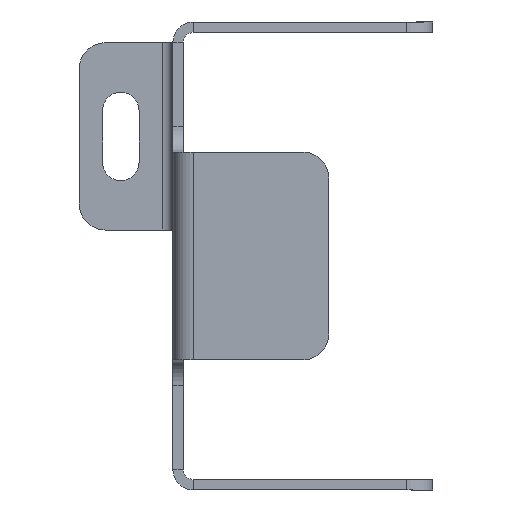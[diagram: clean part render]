
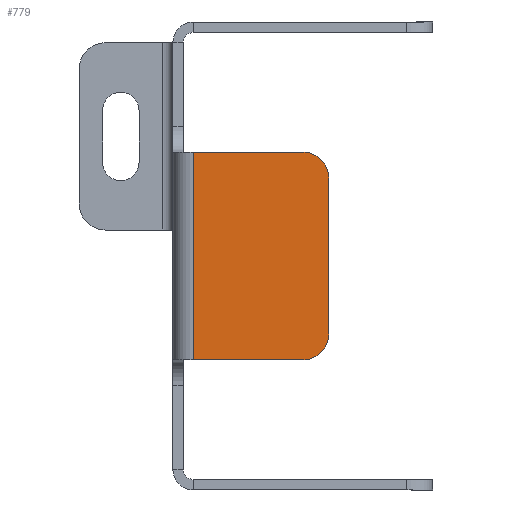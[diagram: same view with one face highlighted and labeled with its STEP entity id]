
A CAD part, left-side view. The second image highlights one B-rep face of the part: STEP entity #779.
In plain terms, the highlighted planar face has unit normal (-1, 0, 0).
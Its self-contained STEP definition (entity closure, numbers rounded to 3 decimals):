
#3 = LINE ( 'NONE', #15, #1233 ) ;
#15 = CARTESIAN_POINT ( 'NONE',  ( -100., 0., -20. ) ) ;
#141 = EDGE_CURVE ( 'NONE', #455, #1619, #1783, .T. ) ;
#160 = CARTESIAN_POINT ( 'NONE',  ( -100., 0., -15. ) ) ;
#236 = ORIENTED_EDGE ( 'NONE', *, *, #141, .T. ) ;
#286 = ORIENTED_EDGE ( 'NONE', *, *, #2014, .F. ) ;
#359 = LINE ( 'NONE', #557, #612 ) ;
#364 = EDGE_CURVE ( 'NONE', #455, #2163, #1379, .T. ) ;
#385 = ORIENTED_EDGE ( 'NONE', *, *, #935, .T. ) ;
#447 = AXIS2_PLACEMENT_3D ( 'NONE', #1848, #497, #1660 ) ;
#454 = CIRCLE ( 'NONE', #1877, 5. ) ;
#455 = VERTEX_POINT ( 'NONE', #1615 ) ;
#497 = DIRECTION ( 'NONE',  ( -1., 0., 0. ) ) ;
#557 = CARTESIAN_POINT ( 'NONE',  ( -100., 26., 45. ) ) ;
#612 = VECTOR ( 'NONE', #951, 1000. ) ;
#621 = ORIENTED_EDGE ( 'NONE', *, *, #1535, .F. ) ;
#624 = PLANE ( 'NONE',  #781 ) ;
#629 = DIRECTION ( 'NONE',  ( -1., 0., 0. ) ) ;
#772 = DIRECTION ( 'NONE',  ( 0., 0., 1. ) ) ;
#779 = ADVANCED_FACE ( 'NONE', ( #2117 ), #624, .T. ) ;
#781 = AXIS2_PLACEMENT_3D ( 'NONE', #1981, #1931, #772 ) ;
#824 = CARTESIAN_POINT ( 'NONE',  ( -100., 5., -15. ) ) ;
#935 = EDGE_CURVE ( 'NONE', #2171, #1539, #359, .T. ) ;
#951 = DIRECTION ( 'NONE',  ( 0., 0., -1. ) ) ;
#991 = LINE ( 'NONE', #1766, #1400 ) ;
#1015 = DIRECTION ( 'NONE',  ( 0., 1., 0. ) ) ;
#1036 = CARTESIAN_POINT ( 'NONE',  ( -100., 5., -20. ) ) ;
#1086 = VERTEX_POINT ( 'NONE', #1036 ) ;
#1165 = CARTESIAN_POINT ( 'NONE',  ( -100., 0., 45. ) ) ;
#1233 = VECTOR ( 'NONE', #1015, 1000. ) ;
#1371 = DIRECTION ( 'NONE',  ( 0., 0., -1. ) ) ;
#1379 = LINE ( 'NONE', #1165, #1873 ) ;
#1400 = VECTOR ( 'NONE', #2341, 1000. ) ;
#1467 = EDGE_CURVE ( 'NONE', #1086, #2163, #454, .T. ) ;
#1489 = CARTESIAN_POINT ( 'NONE',  ( -100., 26., 20. ) ) ;
#1535 = EDGE_CURVE ( 'NONE', #1086, #1539, #3, .T. ) ;
#1539 = VERTEX_POINT ( 'NONE', #1559 ) ;
#1559 = CARTESIAN_POINT ( 'NONE',  ( -100., 26., -20. ) ) ;
#1615 = CARTESIAN_POINT ( 'NONE',  ( -100., 0., 15. ) ) ;
#1619 = VERTEX_POINT ( 'NONE', #2027 ) ;
#1660 = DIRECTION ( 'NONE',  ( 0., 0., 1. ) ) ;
#1766 = CARTESIAN_POINT ( 'NONE',  ( -100., 0., 20. ) ) ;
#1783 = CIRCLE ( 'NONE', #447, 5. ) ;
#1848 = CARTESIAN_POINT ( 'NONE',  ( -100., 5., 15. ) ) ;
#1873 = VECTOR ( 'NONE', #1371, 1000. ) ;
#1877 = AXIS2_PLACEMENT_3D ( 'NONE', #824, #629, #2325 ) ;
#1882 = EDGE_LOOP ( 'NONE', ( #1986, #236, #286, #385, #621, #2132 ) ) ;
#1931 = DIRECTION ( 'NONE',  ( -1., 0., 0. ) ) ;
#1981 = CARTESIAN_POINT ( 'NONE',  ( -100., 0., 45. ) ) ;
#1986 = ORIENTED_EDGE ( 'NONE', *, *, #364, .F. ) ;
#2014 = EDGE_CURVE ( 'NONE', #2171, #1619, #991, .T. ) ;
#2027 = CARTESIAN_POINT ( 'NONE',  ( -100., 5., 20. ) ) ;
#2117 = FACE_OUTER_BOUND ( 'NONE', #1882, .T. ) ;
#2132 = ORIENTED_EDGE ( 'NONE', *, *, #1467, .T. ) ;
#2163 = VERTEX_POINT ( 'NONE', #160 ) ;
#2171 = VERTEX_POINT ( 'NONE', #1489 ) ;
#2325 = DIRECTION ( 'NONE',  ( 0., 0., 1. ) ) ;
#2341 = DIRECTION ( 'NONE',  ( 0., -1., 0. ) ) ;
